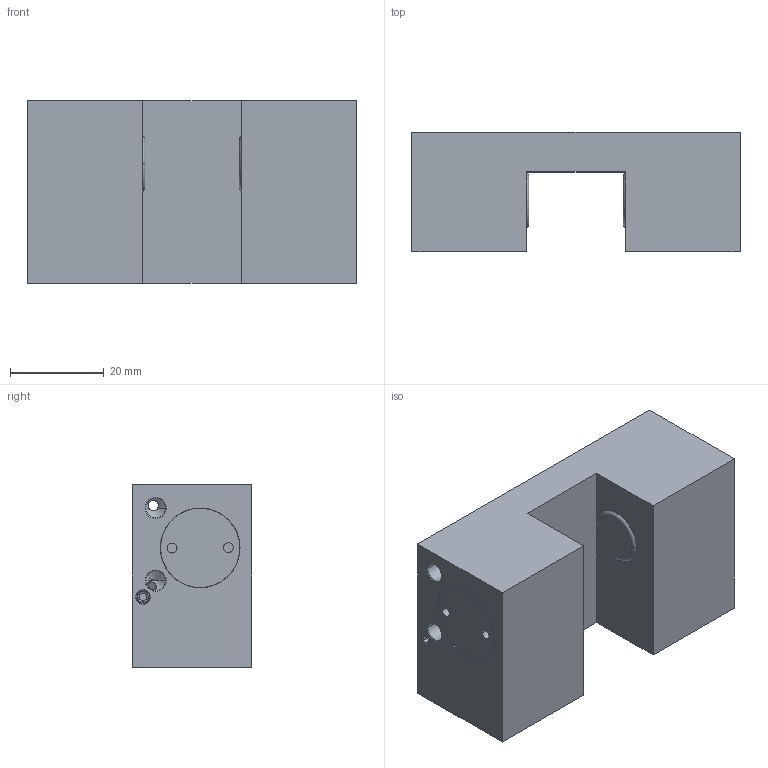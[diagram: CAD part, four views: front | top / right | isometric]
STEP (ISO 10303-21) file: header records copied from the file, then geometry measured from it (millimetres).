
FILE_DESCRIPTION((''),'2;1');
FILE_NAME('FRC20T02_SE-DE_SW0001','2016-11-30T',('anacleto.m'),(''),'CREO PARAMETRIC BY PTC INC, 2016050','CREO PARAMETRIC BY PTC INC, 2016050','');
FILE_SCHEMA(('CONFIG_CONTROL_DESIGN'));
Length unit declared in the file: millimetre
Products named in the file (1): FRC20T02_SE-DE_SW0001
Bounding box: 70 x 25.5 x 39 mm (x, y, z)
Volume: 37596.5 mm3; surface area: 19900.7 mm2
Topology: 1 solids, 1 shells, 368 faces, 894 edges, 542 vertices
Faces by surface type: cylinder 156, plane 92, cone 76, bspline 24, torus 12, sphere 8
Entity records: 12705 total; most frequent: CARTESIAN_POINT 4043, DIRECTION 1914, ORIENTED_EDGE 1748, EDGE_CURVE 874, AXIS2_PLACEMENT_3D 782, VERTEX_POINT 542, CIRCLE 438, EDGE_LOOP 410
